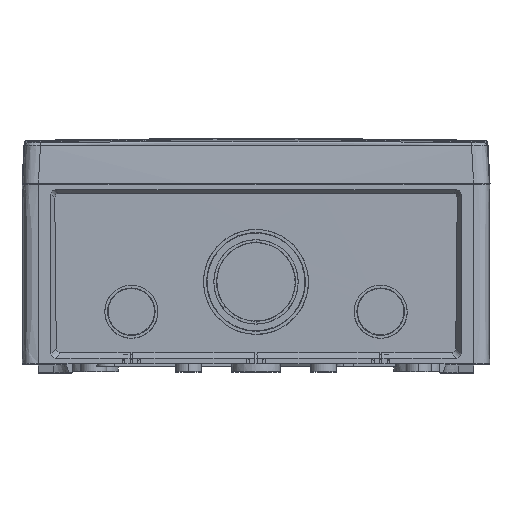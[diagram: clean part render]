
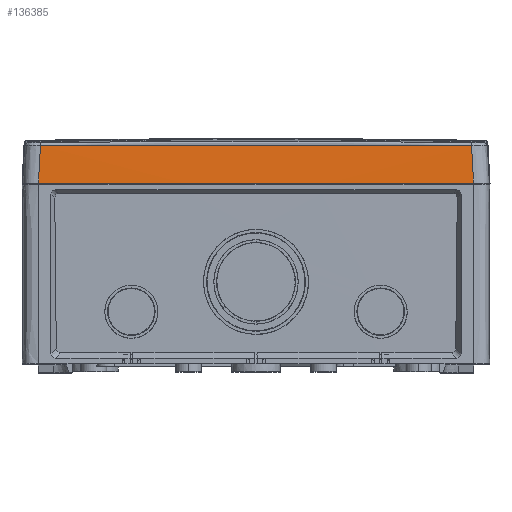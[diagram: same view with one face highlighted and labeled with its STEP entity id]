
A CAD part, top view. The second image highlights one B-rep face of the part: STEP entity #136385.
In plain terms, the highlighted conical face has half-angle 3 degrees and reference radius 11365.1 mm.
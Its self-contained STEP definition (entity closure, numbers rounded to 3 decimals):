
#114192=CARTESIAN_POINT('',(-83.76,-0.3,
89.707));
#114229=CARTESIAN_POINT('',(83.76,-0.3,
89.707));
#120148=CARTESIAN_POINT('',(-83.002,14.246,
88.95));
#120183=CARTESIAN_POINT('',(83.002,14.246,
88.95));
#120184=CARTESIAN_POINT('',(81.173,14.273,
88.962));
#120185=CARTESIAN_POINT('',(77.61,14.324,
88.985));
#120186=CARTESIAN_POINT('',(72.637,14.39,
89.014));
#120187=CARTESIAN_POINT('',(67.783,14.45,
89.041));
#120188=CARTESIAN_POINT('',(63.221,14.503,
89.064));
#120189=CARTESIAN_POINT('',(58.814,14.551,
89.086));
#120190=CARTESIAN_POINT('',(54.506,14.594,
89.105));
#120191=CARTESIAN_POINT('',(50.334,14.633,
89.122));
#120192=CARTESIAN_POINT('',(46.329,14.667,
89.137));
#120193=CARTESIAN_POINT('',(42.431,14.698,
89.151));
#120194=CARTESIAN_POINT('',(38.568,14.726,
89.163));
#120195=CARTESIAN_POINT('',(34.7,14.751,
89.174));
#120196=CARTESIAN_POINT('',(30.82,14.773,
89.184));
#120197=CARTESIAN_POINT('',(26.983,14.793,
89.193));
#120198=CARTESIAN_POINT('',(23.141,14.81,
89.2));
#120199=CARTESIAN_POINT('',(19.091,14.825,
89.207));
#120200=CARTESIAN_POINT('',(14.532,14.839,
89.213));
#120201=CARTESIAN_POINT('',(9.33,14.85,
89.218));
#120202=CARTESIAN_POINT('',(3.214,14.857,
89.221));
#120203=CARTESIAN_POINT('',(-2.988,14.857,
89.221));
#120204=CARTESIAN_POINT('',(-8.384,14.852,
89.219));
#120205=CARTESIAN_POINT('',(-13.12,14.842,
89.215));
#120206=CARTESIAN_POINT('',(-17.351,14.831,
89.21));
#120207=CARTESIAN_POINT('',(-21.264,14.817,
89.204));
#120208=CARTESIAN_POINT('',(-25.088,14.802,
89.197));
#120209=CARTESIAN_POINT('',(-28.952,14.783,
89.189));
#120210=CARTESIAN_POINT('',(-32.838,14.762,
89.179));
#120211=CARTESIAN_POINT('',(-36.707,14.738,
89.169));
#120212=CARTESIAN_POINT('',(-40.56,14.712,
89.157));
#120213=CARTESIAN_POINT('',(-44.451,14.682,
89.144));
#120214=CARTESIAN_POINT('',(-48.479,14.649,
89.129));
#120215=CARTESIAN_POINT('',(-52.679,14.612,
89.112));
#120216=CARTESIAN_POINT('',(-56.995,14.57,
89.094));
#120217=CARTESIAN_POINT('',(-61.466,14.523,
89.073));
#120218=CARTESIAN_POINT('',(-66.122,14.47,
89.05));
#120219=CARTESIAN_POINT('',(-71.089,14.41,
89.023));
#120220=CARTESIAN_POINT('',(-76.584,14.338,
88.991));
#120221=CARTESIAN_POINT('',(-80.784,14.279,
88.965));
#120222=CARTESIAN_POINT('',(-83.002,14.246,
88.95));
#120227=CARTESIAN_POINT('',(83.002,14.246,
88.95));
#120228=CARTESIAN_POINT('',(83.255,9.397,
89.203));
#120229=CARTESIAN_POINT('',(83.507,4.549,
89.455));
#120230=CARTESIAN_POINT('',(83.76,-0.3,
89.707));
#120235=CARTESIAN_POINT('',(0.,-0.3,
-11275.483));
#120236=DIRECTION('',(0.,-1.,0.));
#120237=DIRECTION('',(0.007,0.,1.));
#120238=AXIS2_PLACEMENT_3D('',#120235,#120236,#120237);
#120243=CARTESIAN_POINT('',(-83.002,14.246,
88.95));
#120244=CARTESIAN_POINT('',(-83.255,9.397,
89.203));
#120245=CARTESIAN_POINT('',(-83.507,4.549,
89.455));
#120246=CARTESIAN_POINT('',(-83.76,-0.3,
89.707));
#127521=VERTEX_POINT('',#114192);
#127524=VERTEX_POINT('',#114229);
#127525=VERTEX_POINT('',#120148);
#127529=VERTEX_POINT('',#120183);
#136372=CARTESIAN_POINT('',(0.,7.279,
-11275.483));
#136373=DIRECTION('',(0.,-1.,0.));
#136374=DIRECTION('',(-1.,0.,0.));
#136375=AXIS2_PLACEMENT_3D('',#136372,#136373,#136374);
#136376=CONICAL_SURFACE('1004',#136375,11365.102,3.);
#136378=ORIENTED_EDGE('8989',*,*,#136377,.F.);
#136380=ORIENTED_EDGE('9005',*,*,#136379,.T.);
#136381=ORIENTED_EDGE('8967',*,*,#128932,.T.);
#136382=ORIENTED_EDGE('9004',*,*,#136357,.F.);
#136383=EDGE_LOOP('1004',(#136378,#136380,#136381,#136382));
#136384=FACE_OUTER_BOUND('1004',#136383,.F.);
#120223=B_SPLINE_CURVE_WITH_KNOTS('8989',3,(#120183,#120184,#120185,#120186,
#120187,#120188,#120189,#120190,#120191,#120192,#120193,#120194,#120195,#120196,
#120197,#120198,#120199,#120200,#120201,#120202,#120203,#120204,#120205,#120206,
#120207,#120208,#120209,#120210,#120211,#120212,#120213,#120214,#120215,#120216,
#120217,#120218,#120219,#120220,#120221,#120222),.UNSPECIFIED.,.F.,.F.,(4,1,1,1,
1,1,1,1,1,1,1,1,1,1,1,1,1,1,1,1,1,1,1,1,1,1,1,1,1,1,1,1,1,1,1,1,1,4),(0.,
0.027,0.054,0.081,0.108,
0.135,0.162,0.189,0.216,
0.243,0.27,0.297,0.324,
0.351,0.378,0.405,0.432,
0.459,0.486,0.514,0.541,
0.568,0.595,0.622,0.649,
0.676,0.703,0.73,0.757,
0.784,0.811,0.838,0.865,
0.892,0.919,0.946,0.973,1.),
.UNSPECIFIED.);
#120231=B_SPLINE_CURVE_WITH_KNOTS('9005',3,(#120227,#120228,#120229,#120230),
.UNSPECIFIED.,.F.,.F.,(4,4),(0.,1.),.UNSPECIFIED.);
#120239=CIRCLE('8967',#120238,11365.499);
#120247=B_SPLINE_CURVE_WITH_KNOTS('9004',3,(#120243,#120244,#120245,#120246),
.UNSPECIFIED.,.F.,.F.,(4,4),(0.,1.),.UNSPECIFIED.);
#128932=EDGE_CURVE('8967',#127524,#127521,#120239,.T.);
#136357=EDGE_CURVE('9004',#127525,#127521,#120247,.T.);
#136377=EDGE_CURVE('8989',#127529,#127525,#120223,.T.);
#136379=EDGE_CURVE('9005',#127529,#127524,#120231,.T.);
#136385=ADVANCED_FACE('1004',(#136384),#136376,.T.);
